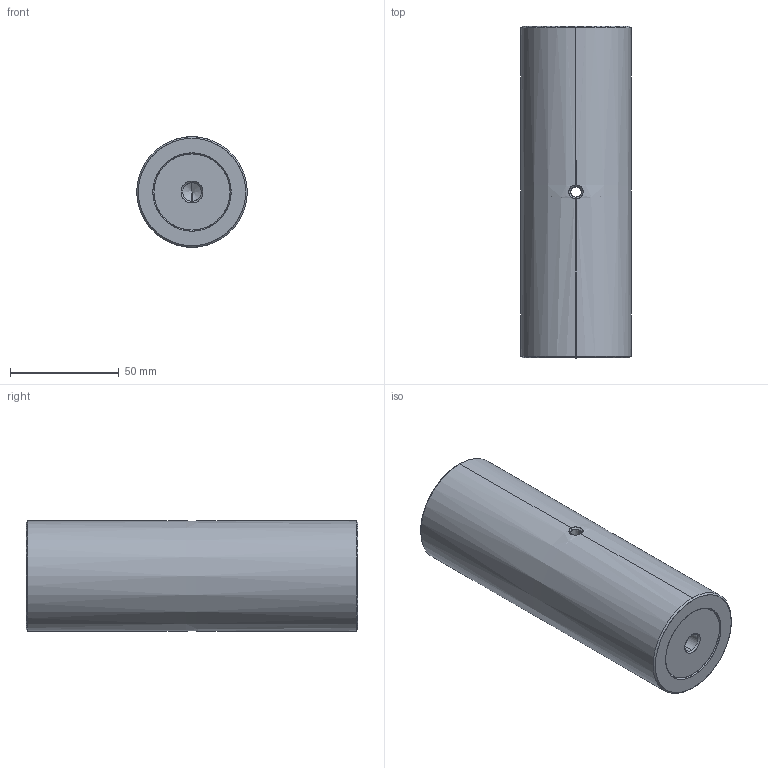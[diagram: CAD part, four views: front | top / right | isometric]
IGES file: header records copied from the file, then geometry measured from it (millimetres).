
Start section: SolidWorks IGES file using analytic representation for surfaces
Global section: file name: Extension Post - BO-EP-6.IGS; native system: SolidWorks 2012; preprocessor: SolidWorks 2012; author: Robert Villegas; date: 130128.233202; units: inch
Bounding box: 50.8 x 152.4 x 50.8 mm (x, y, z)
Surface area: 30172.5 mm2 (no closed solid volume)
Topology: 0 solids, 0 shells, 32 faces, 614 edges, 610 vertices
Faces by surface type: revolution 24, bspline 8
